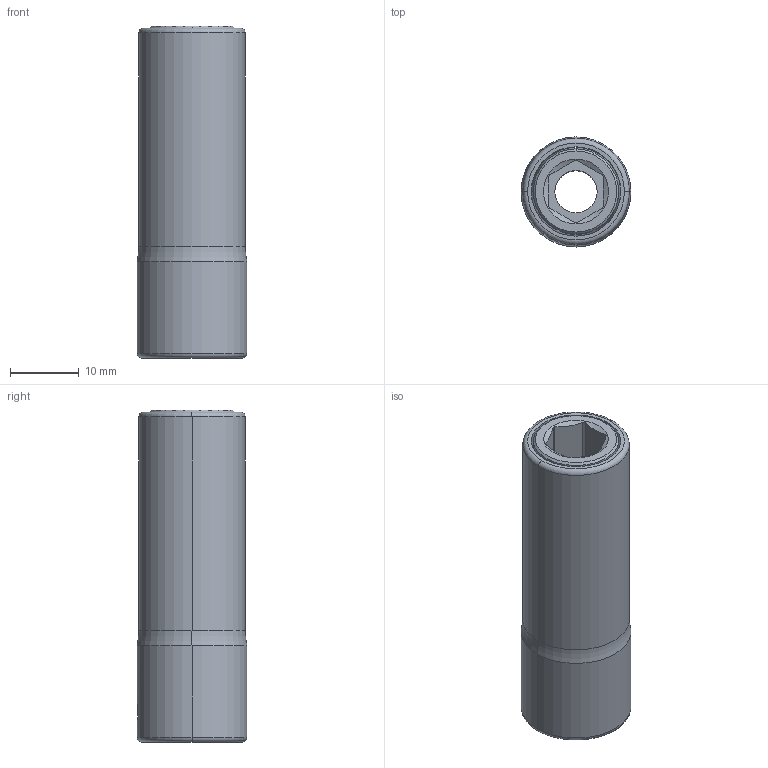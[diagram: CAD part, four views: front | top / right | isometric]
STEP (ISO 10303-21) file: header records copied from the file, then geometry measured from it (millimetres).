
FILE_DESCRIPTION((''),'2;1');
FILE_NAME('4027114208_ASM','2023-09-25T15:48:49',('a00565553'),(''),'CREO PARAMETRIC BY PTC INC, 2022414','CREO PARAMETRIC BY PTC INC, 2022414','');
FILE_SCHEMA(('CONFIG_CONTROL_DESIGN','GEOMETRIC_VALIDATION_PROPERTIES_MIM'));
Length unit declared in the file: millimetre
Products named in the file (3): 4027110308; 4027299261; 4027114208_ASM
Assembly tree (2 placements, depth 2):
  4027114208_ASM
    4027110308
    4027299261
Bounding box: 16 x 16 x 48.3 mm (x, y, z)
Volume: 6814.8 mm3; surface area: 7548.3 mm2
Topology: 2 solids, 2 shells, 80 faces, 208 edges, 130 vertices
Faces by surface type: cylinder 35, plane 21, torus 14, cone 10
Entity records: 3073 total; most frequent: CARTESIAN_POINT 691, DIRECTION 438, ORIENTED_EDGE 416, EDGE_CURVE 208, AXIS2_PLACEMENT_3D 184, VERTEX_POINT 130, CIRCLE 99, EDGE_LOOP 88
